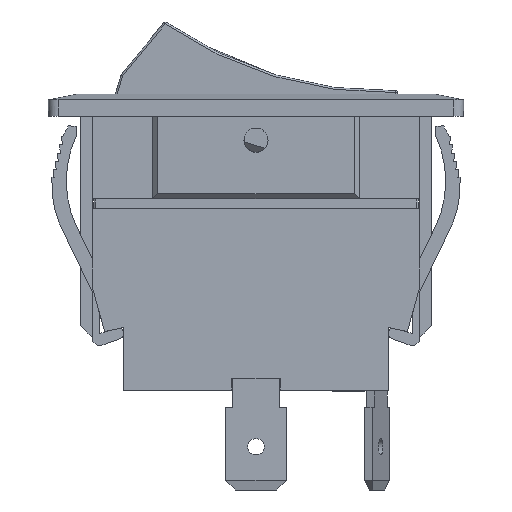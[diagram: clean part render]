
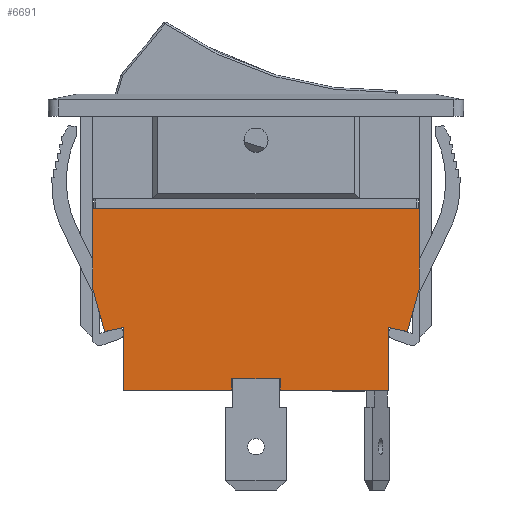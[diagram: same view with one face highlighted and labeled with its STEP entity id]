
A CAD part, front view. The second image highlights one B-rep face of the part: STEP entity #6691.
In plain terms, the highlighted planar face has unit normal (0, -1, 0).
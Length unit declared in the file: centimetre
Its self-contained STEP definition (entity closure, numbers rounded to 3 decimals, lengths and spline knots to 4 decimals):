
#176=PLANE('',#7159);
#560=FACE_OUTER_BOUND('',#949,.T.);
#949=EDGE_LOOP('',(#5498,#5499,#5500,#5501,#5502,#5503,#5504,#5505,#5506,
#5507,#5508,#5509,#5510,#5511));
#1540=LINE('',#10119,#2362);
#1554=LINE('',#10148,#2376);
#1562=LINE('',#10165,#2384);
#1599=LINE('',#10240,#2421);
#1602=LINE('',#10245,#2424);
#1618=LINE('',#10277,#2440);
#1622=LINE('',#10284,#2444);
#1623=LINE('',#10286,#2445);
#1646=LINE('',#10335,#2468);
#1662=LINE('',#10362,#2484);
#1684=LINE('',#10407,#2506);
#1685=LINE('',#10409,#2507);
#1687=LINE('',#10412,#2509);
#1689=LINE('',#10415,#2511);
#2362=VECTOR('',#8150,1.);
#2376=VECTOR('',#8168,1.);
#2384=VECTOR('',#8178,1.);
#2421=VECTOR('',#8239,1.);
#2424=VECTOR('',#8244,1.);
#2440=VECTOR('',#8266,1.);
#2444=VECTOR('',#8272,1.);
#2445=VECTOR('',#8275,1.);
#2468=VECTOR('',#8316,1.);
#2484=VECTOR('',#8332,1.);
#2506=VECTOR('',#8380,1.);
#2507=VECTOR('',#8383,1.);
#2509=VECTOR('',#8387,1.);
#2511=VECTOR('',#8391,1.);
#3152=VERTEX_POINT('',#10116);
#3153=VERTEX_POINT('',#10118);
#3165=VERTEX_POINT('',#10146);
#3166=VERTEX_POINT('',#10147);
#3173=VERTEX_POINT('',#10163);
#3174=VERTEX_POINT('',#10164);
#3200=VERTEX_POINT('',#10239);
#3201=VERTEX_POINT('',#10243);
#3213=VERTEX_POINT('',#10274);
#3214=VERTEX_POINT('',#10276);
#3215=VERTEX_POINT('',#10280);
#3216=VERTEX_POINT('',#10282);
#3233=VERTEX_POINT('',#10334);
#3244=VERTEX_POINT('',#10360);
#3914=EDGE_CURVE('',#3153,#3152,#1540,.T.);
#3928=EDGE_CURVE('',#3165,#3166,#1554,.T.);
#3936=EDGE_CURVE('',#3173,#3174,#1562,.T.);
#3973=EDGE_CURVE('',#3200,#3153,#1599,.T.);
#3976=EDGE_CURVE('',#3152,#3201,#1602,.T.);
#3992=EDGE_CURVE('',#3214,#3213,#1618,.T.);
#3996=EDGE_CURVE('',#3215,#3216,#1622,.T.);
#3997=EDGE_CURVE('',#3213,#3215,#1623,.T.);
#4020=EDGE_CURVE('',#3233,#3214,#1646,.T.);
#4036=EDGE_CURVE('',#3216,#3244,#1662,.T.);
#4058=EDGE_CURVE('',#3166,#3233,#1684,.T.);
#4059=EDGE_CURVE('',#3244,#3173,#1685,.T.);
#4061=EDGE_CURVE('',#3201,#3165,#1687,.T.);
#4063=EDGE_CURVE('',#3174,#3200,#1689,.T.);
#5498=ORIENTED_EDGE('',*,*,#3914,.T.);
#5499=ORIENTED_EDGE('',*,*,#3976,.T.);
#5500=ORIENTED_EDGE('',*,*,#4061,.T.);
#5501=ORIENTED_EDGE('',*,*,#3928,.T.);
#5502=ORIENTED_EDGE('',*,*,#4058,.T.);
#5503=ORIENTED_EDGE('',*,*,#4020,.T.);
#5504=ORIENTED_EDGE('',*,*,#3992,.T.);
#5505=ORIENTED_EDGE('',*,*,#3997,.T.);
#5506=ORIENTED_EDGE('',*,*,#3996,.T.);
#5507=ORIENTED_EDGE('',*,*,#4036,.T.);
#5508=ORIENTED_EDGE('',*,*,#4059,.T.);
#5509=ORIENTED_EDGE('',*,*,#3936,.T.);
#5510=ORIENTED_EDGE('',*,*,#4063,.T.);
#5511=ORIENTED_EDGE('',*,*,#3973,.T.);
#6691=ADVANCED_FACE('',(#560),#176,.T.);
#7159=AXIS2_PLACEMENT_3D('',#10414,#8389,#8390);
#8150=DIRECTION('',(-1.,0.,0.));
#8168=DIRECTION('',(0.981,0.,0.196));
#8178=DIRECTION('',(0.981,0.,-0.196));
#8239=DIRECTION('',(0.,0.,1.));
#8244=DIRECTION('',(0.,0.,-1.));
#8266=DIRECTION('',(0.,0.,1.));
#8272=DIRECTION('',(0.,0.,-1.));
#8275=DIRECTION('',(1.,0.,0.));
#8316=DIRECTION('',(1.,0.,0.));
#8332=DIRECTION('',(1.,0.,0.));
#8380=DIRECTION('',(0.,0.,-1.));
#8383=DIRECTION('',(0.,0.,1.));
#8387=DIRECTION('',(0.268,0.,-0.964));
#8389=DIRECTION('center_axis',(0.,-1.,0.));
#8390=DIRECTION('ref_axis',(0.,0.,1.));
#8391=DIRECTION('',(0.268,0.,0.964));
#10116=CARTESIAN_POINT('',(-1.7,-0.975,1.87));
#10118=CARTESIAN_POINT('',(1.7,-0.975,1.87));
#10119=CARTESIAN_POINT('',(2.1863,-0.975,1.87));
#10146=CARTESIAN_POINT('',(-1.575,-0.975,0.59));
#10147=CARTESIAN_POINT('',(-1.375,-0.975,0.63));
#10148=CARTESIAN_POINT('',(0.0466,-0.975,0.9143));
#10163=CARTESIAN_POINT('',(1.375,-0.975,0.63));
#10164=CARTESIAN_POINT('',(1.575,-0.975,0.59));
#10165=CARTESIAN_POINT('',(1.588,-0.975,0.5874));
#10239=CARTESIAN_POINT('',(1.7,-0.975,1.04));
#10240=CARTESIAN_POINT('',(1.7,-0.975,0.04));
#10243=CARTESIAN_POINT('',(-1.7,-0.975,1.04));
#10245=CARTESIAN_POINT('',(-1.7,-0.975,0.04));
#10274=CARTESIAN_POINT('',(-0.25,-0.975,0.1));
#10276=CARTESIAN_POINT('',(-0.25,-0.975,-0.02));
#10277=CARTESIAN_POINT('',(-0.25,-0.975,0.01));
#10280=CARTESIAN_POINT('',(0.25,-0.975,0.1));
#10282=CARTESIAN_POINT('',(0.25,-0.975,-0.02));
#10284=CARTESIAN_POINT('',(0.25,-0.975,0.01));
#10286=CARTESIAN_POINT('',(0.85,-0.975,0.1));
#10334=CARTESIAN_POINT('',(-1.375,-0.975,-0.02));
#10335=CARTESIAN_POINT('',(1.7,-0.975,-0.02));
#10360=CARTESIAN_POINT('',(1.375,-0.975,-0.02));
#10362=CARTESIAN_POINT('',(1.7,-0.975,-0.02));
#10407=CARTESIAN_POINT('',(-1.375,-0.975,0.01));
#10409=CARTESIAN_POINT('',(1.375,-0.975,0.01));
#10412=CARTESIAN_POINT('',(-1.3868,-0.975,-0.0876));
#10414=CARTESIAN_POINT('Origin',(1.7,-0.975,0.04));
#10415=CARTESIAN_POINT('',(1.5086,-0.975,0.3508));
